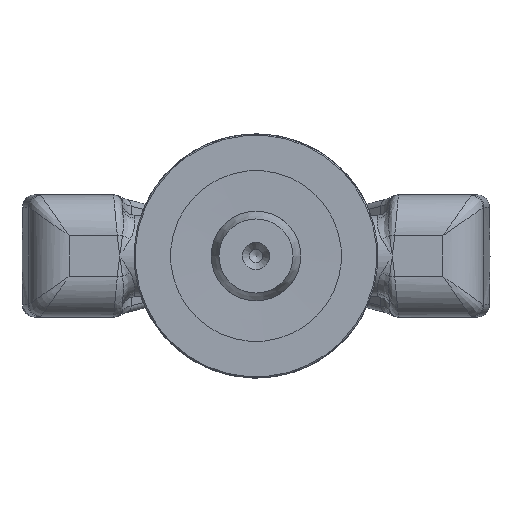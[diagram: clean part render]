
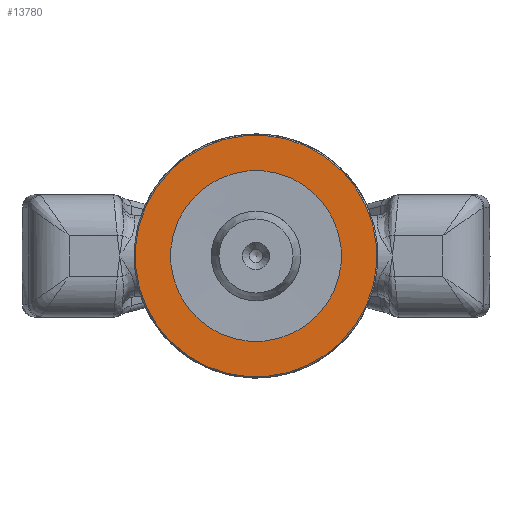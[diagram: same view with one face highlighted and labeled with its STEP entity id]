
A CAD part, front view. The second image highlights one B-rep face of the part: STEP entity #13780.
In plain terms, the highlighted face is planar.
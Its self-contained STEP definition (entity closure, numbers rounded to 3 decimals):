
#164=FACE_BOUND('',#4389,.T.);
#2723=PLANE('',#14820);
#3513=FACE_OUTER_BOUND('',#4388,.T.);
#4388=EDGE_LOOP('',(#12958));
#4389=EDGE_LOOP('',(#12959));
#4747=CIRCLE('',#14817,29.7);
#4749=CIRCLE('',#14821,21.);
#6785=VERTEX_POINT('',#44921);
#6787=VERTEX_POINT('',#44927);
#8846=EDGE_CURVE('',#6785,#6785,#4747,.T.);
#8848=EDGE_CURVE('',#6787,#6787,#4749,.T.);
#12958=ORIENTED_EDGE('',*,*,#8846,.F.);
#12959=ORIENTED_EDGE('',*,*,#8848,.F.);
#13780=ADVANCED_FACE('',(#3513,#164),#2723,.F.);
#14817=AXIS2_PLACEMENT_3D('',#44922,#17558,#17559);
#14820=AXIS2_PLACEMENT_3D('',#44926,#17564,#17565);
#14821=AXIS2_PLACEMENT_3D('',#44928,#17566,#17567);
#17558=DIRECTION('center_axis',(0.,0.,1.));
#17559=DIRECTION('ref_axis',(-1.,0.,0.));
#17564=DIRECTION('center_axis',(0.,0.,1.));
#17565=DIRECTION('ref_axis',(1.,0.,0.));
#17566=DIRECTION('center_axis',(0.,0.,-1.));
#17567=DIRECTION('ref_axis',(-1.,0.,0.));
#44921=CARTESIAN_POINT('',(29.7,0.,0.));
#44922=CARTESIAN_POINT('Origin',(0.,0.,0.));
#44926=CARTESIAN_POINT('Origin',(0.,0.,0.));
#44927=CARTESIAN_POINT('',(21.,0.,0.));
#44928=CARTESIAN_POINT('Origin',(0.,0.,0.));
